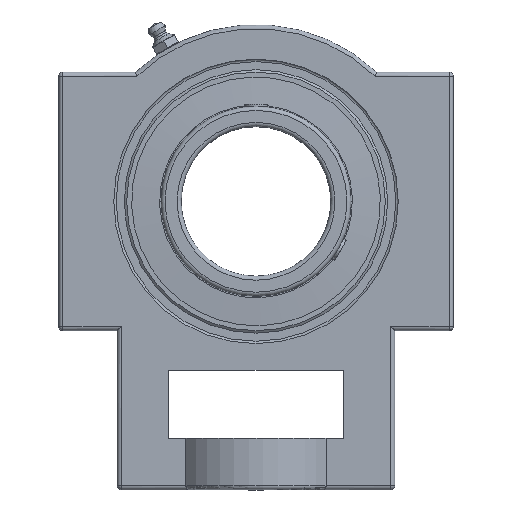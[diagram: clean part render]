
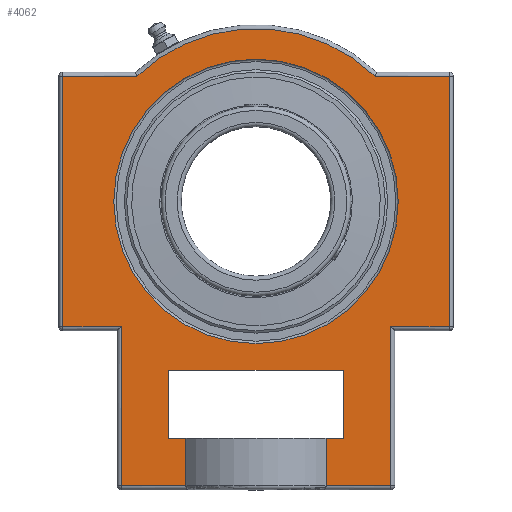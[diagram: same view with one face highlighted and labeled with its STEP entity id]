
A CAD part, top view. The second image highlights one B-rep face of the part: STEP entity #4062.
In plain terms, the highlighted face is planar.
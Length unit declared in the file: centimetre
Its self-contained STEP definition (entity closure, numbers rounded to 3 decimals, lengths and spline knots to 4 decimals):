
#107=CARTESIAN_POINT('',(0.,-5.228,-1.9));
#108=VERTEX_POINT('',#107);
#118=CARTESIAN_POINT('',(0.,0.,-1.9));
#119=DIRECTION('',(0.,-0.,1.));
#120=DIRECTION('',(0.,1.,0.));
#121=AXIS2_PLACEMENT_3D('',#118,#119,#120);
#122=CIRCLE('',#121,5.228);
#123=EDGE_CURVE('',#108,#108,#122,.T.);
#2780=CARTESIAN_POINT('',(-4.95,-10.45,-1.9));
#2781=VERTEX_POINT('',#2780);
#2806=CARTESIAN_POINT('',(4.95,-10.45,-1.9));
#2807=VERTEX_POINT('',#2806);
#2848=CARTESIAN_POINT('',(4.95,-4.6,-1.9));
#2849=VERTEX_POINT('',#2848);
#2850=CARTESIAN_POINT('',(4.95,-10.765,-1.9));
#2851=DIRECTION('',(0.,1.,0.));
#2852=VECTOR('',#2851,17.43);
#2853=LINE('',#2850,#2852);
#2854=EDGE_CURVE('',#2807,#2849,#2853,.T.);
#2882=CARTESIAN_POINT('',(-7.1,-4.6,-1.9));
#2883=VERTEX_POINT('',#2882);
#2908=CARTESIAN_POINT('',(7.1,-4.6,-1.9));
#2909=VERTEX_POINT('',#2908);
#2952=CARTESIAN_POINT('',(-7.1,4.6,-1.9));
#2953=VERTEX_POINT('',#2952);
#2978=CARTESIAN_POINT('',(7.1,4.6,-1.9));
#2979=VERTEX_POINT('',#2978);
#3020=CARTESIAN_POINT('',(4.3775,4.6,-1.9));
#3021=VERTEX_POINT('',#3020);
#3022=CARTESIAN_POINT('',(7.415,4.6,-1.9));
#3023=DIRECTION('',(-1.,-0.,0.));
#3024=VECTOR('',#3023,14.83);
#3025=LINE('',#3022,#3024);
#3026=EDGE_CURVE('',#2979,#3021,#3025,.T.);
#3053=CARTESIAN_POINT('',(-4.3775,4.6,-1.9));
#3054=VERTEX_POINT('',#3053);
#3055=CARTESIAN_POINT('',(0.,0.,-1.9));
#3056=DIRECTION('',(0.,0.,1.));
#3057=DIRECTION('',(-0.,1.,0.));
#3058=AXIS2_PLACEMENT_3D('',#3055,#3056,#3057);
#3059=CIRCLE('',#3058,6.35);
#3060=EDGE_CURVE('',#3021,#3054,#3059,.T.);
#3097=CARTESIAN_POINT('',(7.415,4.6,-1.9));
#3098=DIRECTION('',(-1.,0.,0.));
#3099=VECTOR('',#3098,14.83);
#3100=LINE('',#3097,#3099);
#3101=EDGE_CURVE('',#3054,#2953,#3100,.T.);
#3159=CARTESIAN_POINT('',(7.1,-4.948,-1.9));
#3160=DIRECTION('',(0.,1.,0.));
#3161=VECTOR('',#3160,9.896);
#3162=LINE('',#3159,#3161);
#3163=EDGE_CURVE('',#2909,#2979,#3162,.T.);
#3213=CARTESIAN_POINT('',(-7.1,4.948,-1.9));
#3214=DIRECTION('',(0.,-1.,0.));
#3215=VECTOR('',#3214,9.896);
#3216=LINE('',#3213,#3215);
#3217=EDGE_CURVE('',#2953,#2883,#3216,.T.);
#3259=CARTESIAN_POINT('',(-7.415,-4.6,-1.9));
#3260=DIRECTION('',(1.,0.,0.));
#3261=VECTOR('',#3260,14.83);
#3262=LINE('',#3259,#3261);
#3263=EDGE_CURVE('',#2849,#2909,#3262,.T.);
#3322=CARTESIAN_POINT('',(-4.95,-4.6,-1.9));
#3323=VERTEX_POINT('',#3322);
#3324=CARTESIAN_POINT('',(-7.415,-4.6,-1.9));
#3325=DIRECTION('',(1.,-0.,0.));
#3326=VECTOR('',#3325,14.83);
#3327=LINE('',#3324,#3326);
#3328=EDGE_CURVE('',#2883,#3323,#3327,.T.);
#3345=CARTESIAN_POINT('',(-4.95,6.665,-1.9));
#3346=DIRECTION('',(0.,-1.,0.));
#3347=VECTOR('',#3346,17.43);
#3348=LINE('',#3345,#3347);
#3349=EDGE_CURVE('',#3323,#2781,#3348,.T.);
#3389=CARTESIAN_POINT('',(2.5749,-10.45,-1.9));
#3390=VERTEX_POINT('',#3389);
#3391=CARTESIAN_POINT('',(-7.415,-10.45,-1.9));
#3392=DIRECTION('',(1.,0.,-0.));
#3393=VECTOR('',#3392,14.83);
#3394=LINE('',#3391,#3393);
#3395=EDGE_CURVE('',#3390,#2807,#3394,.T.);
#3462=CARTESIAN_POINT('',(-2.5749,-10.45,-1.9));
#3463=VERTEX_POINT('',#3462);
#3464=CARTESIAN_POINT('',(-7.415,-10.45,-1.9));
#3465=DIRECTION('',(1.,0.,-0.));
#3466=VECTOR('',#3465,14.83);
#3467=LINE('',#3464,#3466);
#3468=EDGE_CURVE('',#2781,#3463,#3467,.T.);
#3987=CARTESIAN_POINT('',(-3.1784,-2.7853,-1.9));
#3988=DIRECTION('',(0.,0.,1.));
#3989=DIRECTION('',(1.,0.,0.));
#3990=AXIS2_PLACEMENT_3D('',#3987,#3988,#3989);
#3991=PLANE('',#3990);
#3992=ORIENTED_EDGE('',*,*,#3468,.F.);
#3993=ORIENTED_EDGE('',*,*,#3349,.F.);
#3994=ORIENTED_EDGE('',*,*,#3328,.F.);
#3995=ORIENTED_EDGE('',*,*,#3217,.F.);
#3996=ORIENTED_EDGE('',*,*,#3101,.F.);
#3997=ORIENTED_EDGE('',*,*,#3060,.F.);
#3998=ORIENTED_EDGE('',*,*,#3026,.F.);
#3999=ORIENTED_EDGE('',*,*,#3163,.F.);
#4000=ORIENTED_EDGE('',*,*,#3263,.F.);
#4001=ORIENTED_EDGE('',*,*,#2854,.F.);
#4002=ORIENTED_EDGE('',*,*,#3395,.F.);
#4003=CARTESIAN_POINT('',(2.5749,-8.7,-1.9));
#4004=VERTEX_POINT('',#4003);
#4005=CARTESIAN_POINT('',(2.5749,-12354.65,-1.9));
#4006=DIRECTION('',(0.,1.,0.));
#4007=VECTOR('',#4006,24690.);
#4008=LINE('',#4005,#4007);
#4009=EDGE_CURVE('',#3390,#4004,#4008,.T.);
#4010=ORIENTED_EDGE('',*,*,#4009,.T.);
#4011=CARTESIAN_POINT('',(3.2,-8.7,-1.9));
#4012=VERTEX_POINT('',#4011);
#4013=CARTESIAN_POINT('',(12348.2,-8.7,-1.9));
#4014=DIRECTION('',(-1.,0.,0.));
#4015=VECTOR('',#4014,24690.);
#4016=LINE('',#4013,#4015);
#4017=EDGE_CURVE('',#4012,#4004,#4016,.T.);
#4018=ORIENTED_EDGE('',*,*,#4017,.F.);
#4019=CARTESIAN_POINT('',(3.2,-6.2,-1.9));
#4020=VERTEX_POINT('',#4019);
#4021=CARTESIAN_POINT('',(3.2,12338.8,-1.9));
#4022=DIRECTION('',(0.,-1.,0.));
#4023=VECTOR('',#4022,24690.);
#4024=LINE('',#4021,#4023);
#4025=EDGE_CURVE('',#4020,#4012,#4024,.T.);
#4026=ORIENTED_EDGE('',*,*,#4025,.F.);
#4027=CARTESIAN_POINT('',(-3.2,-6.2,-1.9));
#4028=VERTEX_POINT('',#4027);
#4029=CARTESIAN_POINT('',(-12345.,-6.2,-1.9));
#4030=DIRECTION('',(1.,0.,-0.));
#4031=VECTOR('',#4030,24690.);
#4032=LINE('',#4029,#4031);
#4033=EDGE_CURVE('',#4028,#4020,#4032,.T.);
#4034=ORIENTED_EDGE('',*,*,#4033,.F.);
#4035=CARTESIAN_POINT('',(-3.2,-8.7,-1.9));
#4036=VERTEX_POINT('',#4035);
#4037=CARTESIAN_POINT('',(-3.2,-12351.2,-1.9));
#4038=DIRECTION('',(0.,1.,0.));
#4039=VECTOR('',#4038,24690.);
#4040=LINE('',#4037,#4039);
#4041=EDGE_CURVE('',#4036,#4028,#4040,.T.);
#4042=ORIENTED_EDGE('',*,*,#4041,.F.);
#4043=CARTESIAN_POINT('',(-2.5749,-8.7,-1.9));
#4044=VERTEX_POINT('',#4043);
#4045=CARTESIAN_POINT('',(12348.2,-8.7,-1.9));
#4046=DIRECTION('',(-1.,0.,0.));
#4047=VECTOR('',#4046,24690.);
#4048=LINE('',#4045,#4047);
#4049=EDGE_CURVE('',#4044,#4036,#4048,.T.);
#4050=ORIENTED_EDGE('',*,*,#4049,.F.);
#4051=CARTESIAN_POINT('',(-2.5749,12335.35,-1.9));
#4052=DIRECTION('',(0.,-1.,0.));
#4053=VECTOR('',#4052,24690.);
#4054=LINE('',#4051,#4053);
#4055=EDGE_CURVE('',#4044,#3463,#4054,.T.);
#4056=ORIENTED_EDGE('',*,*,#4055,.T.);
#4057=EDGE_LOOP('',(#3992,#3993,#3994,#3995,#3996,#3997,#3998,#3999,#4000,#4001,#4002,#4010,#4018,#4026,#4034,#4042,#4050,#4056));
#4058=FACE_BOUND('',#4057,.T.);
#4059=ORIENTED_EDGE('',*,*,#123,.T.);
#4060=EDGE_LOOP('',(#4059));
#4061=FACE_BOUND('',#4060,.T.);
#4062=ADVANCED_FACE('',(#4058,#4061),#3991,.F.);
